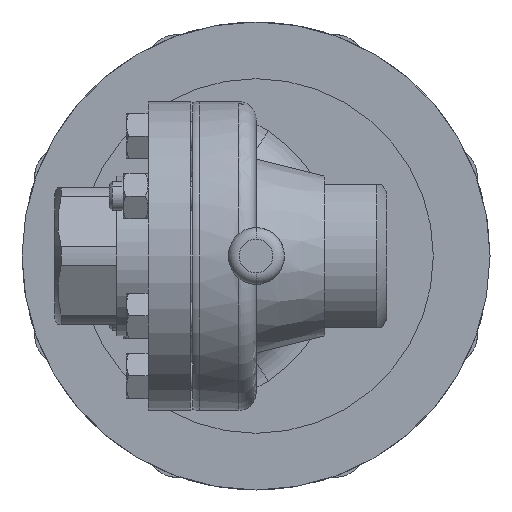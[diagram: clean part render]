
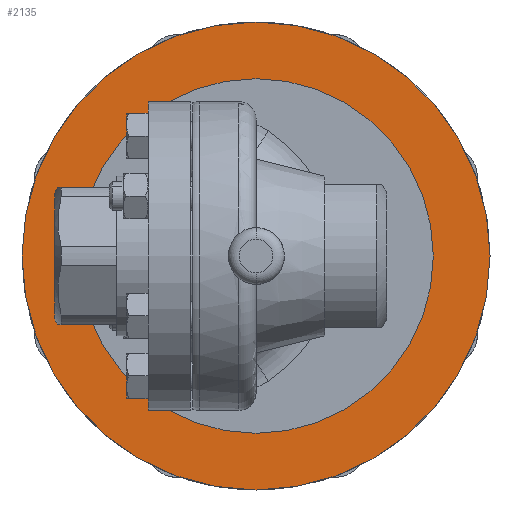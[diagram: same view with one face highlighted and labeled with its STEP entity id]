
A CAD part, front view. The second image highlights one B-rep face of the part: STEP entity #2135.
In plain terms, the highlighted planar face has unit normal (0, -1, 0).
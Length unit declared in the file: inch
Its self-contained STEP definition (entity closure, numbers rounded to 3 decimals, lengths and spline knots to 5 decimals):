
#263 = CARTESIAN_POINT ( 'NONE',  ( 0., 2.05, -2.56 ) ) ;
#1615 = VERTEX_POINT ( 'NONE', #7387 ) ;
#1835 = CIRCLE ( 'NONE', #6925, 1.94 ) ;
#1933 = CIRCLE ( 'NONE', #7185, 2.56 ) ;
#2135 = ADVANCED_FACE ( 'NONE', ( #7013, #13928 ), #11916, .F. ) ;
#2762 = DIRECTION ( 'NONE',  ( 0., 0., -1. ) ) ;
#2886 = CARTESIAN_POINT ( 'NONE',  ( -2.565, 2.05, 0. ) ) ;
#3288 = CARTESIAN_POINT ( 'NONE',  ( 0., 2.05, 0. ) ) ;
#3338 = VERTEX_POINT ( 'NONE', #263 ) ;
#3393 = DIRECTION ( 'NONE',  ( 0., 0., 1. ) ) ;
#4027 = DIRECTION ( 'NONE',  ( 0., 0., 1. ) ) ;
#4550 = EDGE_CURVE ( 'NONE', #1615, #5318, #1835, .T. ) ;
#4836 = ORIENTED_EDGE ( 'NONE', *, *, #14353, .F. ) ;
#4953 = CARTESIAN_POINT ( 'NONE',  ( 0., 2.05, -1.94 ) ) ;
#5318 = VERTEX_POINT ( 'NONE', #4953 ) ;
#6000 = ORIENTED_EDGE ( 'NONE', *, *, #6485, .F. ) ;
#6162 = DIRECTION ( 'NONE',  ( 0., 0., 1. ) ) ;
#6274 = DIRECTION ( 'NONE',  ( 0., 1., 0. ) ) ;
#6428 = ORIENTED_EDGE ( 'NONE', *, *, #9696, .F. ) ;
#6485 = EDGE_CURVE ( 'NONE', #5318, #1615, #11897, .T. ) ;
#6582 = DIRECTION ( 'NONE',  ( 0., -1., 0. ) ) ;
#6733 = CARTESIAN_POINT ( 'NONE',  ( 0., 2.05, 0. ) ) ;
#6925 = AXIS2_PLACEMENT_3D ( 'NONE', #3288, #6582, #14441 ) ;
#7013 = FACE_BOUND ( 'NONE', #11539, .T. ) ;
#7185 = AXIS2_PLACEMENT_3D ( 'NONE', #6733, #7895, #3393 ) ;
#7225 = DIRECTION ( 'NONE',  ( 0., -1., 0. ) ) ;
#7387 = CARTESIAN_POINT ( 'NONE',  ( 0., 2.05, 1.94 ) ) ;
#7753 = EDGE_LOOP ( 'NONE', ( #4836, #6428 ) ) ;
#7895 = DIRECTION ( 'NONE',  ( 0., 1., 0. ) ) ;
#7932 = CIRCLE ( 'NONE', #13041, 2.56 ) ;
#8545 = CARTESIAN_POINT ( 'NONE',  ( 0., 2.05, 0. ) ) ;
#9283 = CARTESIAN_POINT ( 'NONE',  ( 0., 2.05, 0. ) ) ;
#9696 = EDGE_CURVE ( 'NONE', #11466, #3338, #7932, .T. ) ;
#11162 = ORIENTED_EDGE ( 'NONE', *, *, #4550, .F. ) ;
#11466 = VERTEX_POINT ( 'NONE', #12354 ) ;
#11539 = EDGE_LOOP ( 'NONE', ( #6000, #11162 ) ) ;
#11897 = CIRCLE ( 'NONE', #12479, 1.94 ) ;
#11916 = PLANE ( 'NONE',  #12524 ) ;
#12354 = CARTESIAN_POINT ( 'NONE',  ( 0., 2.05, 2.56 ) ) ;
#12479 = AXIS2_PLACEMENT_3D ( 'NONE', #9283, #7225, #2762 ) ;
#12524 = AXIS2_PLACEMENT_3D ( 'NONE', #2886, #6274, #4027 ) ;
#12959 = DIRECTION ( 'NONE',  ( 0., 1., 0. ) ) ;
#13041 = AXIS2_PLACEMENT_3D ( 'NONE', #8545, #12959, #6162 ) ;
#13928 = FACE_OUTER_BOUND ( 'NONE', #7753, .T. ) ;
#14353 = EDGE_CURVE ( 'NONE', #3338, #11466, #1933, .T. ) ;
#14441 = DIRECTION ( 'NONE',  ( 0., 0., -1. ) ) ;
